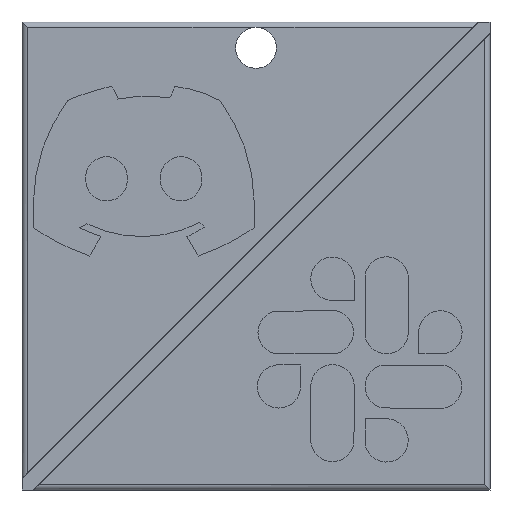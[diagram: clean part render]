
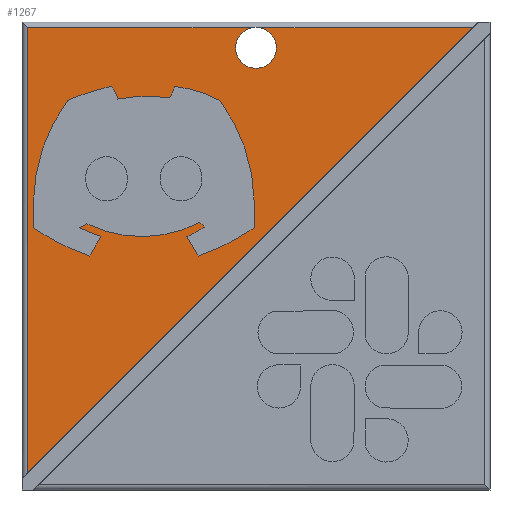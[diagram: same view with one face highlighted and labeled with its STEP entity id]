
A CAD part, front view. The second image highlights one B-rep face of the part: STEP entity #1267.
In plain terms, the highlighted planar face has unit normal (0, -1, 0).
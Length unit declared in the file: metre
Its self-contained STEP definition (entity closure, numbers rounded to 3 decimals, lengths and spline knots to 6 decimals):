
#53=CIRCLE('',#1357,0.0188);
#54=CIRCLE('',#1358,0.023355);
#55=CIRCLE('',#1359,0.002344);
#56=CIRCLE('',#1360,0.017815);
#57=CIRCLE('',#1361,0.005035);
#58=CIRCLE('',#1362,0.013503);
#59=CIRCLE('',#1363,0.0188);
#60=CIRCLE('',#1364,0.024597);
#61=CIRCLE('',#1365,0.017655);
#62=CIRCLE('',#1366,0.013592);
#63=CIRCLE('',#1367,0.029305);
#64=CIRCLE('',#1368,0.042193);
#65=CIRCLE('',#1369,0.024179);
#66=CIRCLE('',#1370,0.002224);
#131=ORIENTED_EDGE('',*,*,#505,.F.);
#132=ORIENTED_EDGE('',*,*,#506,.F.);
#133=ORIENTED_EDGE('',*,*,#507,.F.);
#134=ORIENTED_EDGE('',*,*,#508,.F.);
#135=ORIENTED_EDGE('',*,*,#509,.T.);
#136=ORIENTED_EDGE('',*,*,#510,.F.);
#137=ORIENTED_EDGE('',*,*,#511,.T.);
#138=ORIENTED_EDGE('',*,*,#512,.T.);
#139=ORIENTED_EDGE('',*,*,#513,.F.);
#140=ORIENTED_EDGE('',*,*,#514,.F.);
#141=ORIENTED_EDGE('',*,*,#515,.T.);
#142=ORIENTED_EDGE('',*,*,#516,.T.);
#143=ORIENTED_EDGE('',*,*,#517,.F.);
#144=ORIENTED_EDGE('',*,*,#518,.F.);
#145=ORIENTED_EDGE('',*,*,#519,.T.);
#146=ORIENTED_EDGE('',*,*,#520,.T.);
#147=ORIENTED_EDGE('',*,*,#521,.F.);
#148=ORIENTED_EDGE('',*,*,#522,.F.);
#149=ORIENTED_EDGE('',*,*,#523,.T.);
#150=ORIENTED_EDGE('',*,*,#524,.T.);
#151=ORIENTED_EDGE('',*,*,#525,.F.);
#152=ORIENTED_EDGE('',*,*,#526,.T.);
#153=ORIENTED_EDGE('',*,*,#527,.T.);
#505=EDGE_CURVE('',#691,#692,#53,.T.);
#506=EDGE_CURVE('',#693,#691,#54,.T.);
#507=EDGE_CURVE('',#694,#693,#55,.T.);
#508=EDGE_CURVE('',#695,#694,#56,.T.);
#509=EDGE_CURVE('',#695,#696,#57,.T.);
#510=EDGE_CURVE('',#697,#696,#58,.T.);
#511=EDGE_CURVE('',#697,#698,#59,.T.);
#512=EDGE_CURVE('',#698,#699,#818,.T.);
#513=EDGE_CURVE('',#700,#699,#60,.T.);
#514=EDGE_CURVE('',#701,#700,#819,.T.);
#515=EDGE_CURVE('',#701,#702,#61,.T.);
#516=EDGE_CURVE('',#702,#703,#820,.T.);
#517=EDGE_CURVE('',#704,#703,#62,.T.);
#518=EDGE_CURVE('',#705,#704,#821,.T.);
#519=EDGE_CURVE('',#705,#706,#63,.T.);
#520=EDGE_CURVE('',#706,#707,#64,.T.);
#521=EDGE_CURVE('',#708,#707,#65,.T.);
#522=EDGE_CURVE('',#692,#708,#822,.T.);
#523=EDGE_CURVE('',#709,#710,#823,.T.);
#524=EDGE_CURVE('',#710,#711,#824,.F.);
#525=EDGE_CURVE('',#712,#711,#66,.T.);
#526=EDGE_CURVE('',#712,#713,#825,.F.);
#527=EDGE_CURVE('',#713,#709,#826,.T.);
#691=VERTEX_POINT('',#1938);
#692=VERTEX_POINT('',#1939);
#693=VERTEX_POINT('',#1941);
#694=VERTEX_POINT('',#1943);
#695=VERTEX_POINT('',#1945);
#696=VERTEX_POINT('',#1947);
#697=VERTEX_POINT('',#1949);
#698=VERTEX_POINT('',#1951);
#699=VERTEX_POINT('',#1953);
#700=VERTEX_POINT('',#1955);
#701=VERTEX_POINT('',#1957);
#702=VERTEX_POINT('',#1959);
#703=VERTEX_POINT('',#1961);
#704=VERTEX_POINT('',#1963);
#705=VERTEX_POINT('',#1965);
#706=VERTEX_POINT('',#1967);
#707=VERTEX_POINT('',#1969);
#708=VERTEX_POINT('',#1971);
#709=VERTEX_POINT('',#1974);
#710=VERTEX_POINT('',#1975);
#711=VERTEX_POINT('',#1977);
#712=VERTEX_POINT('',#1979);
#713=VERTEX_POINT('',#1981);
#818=LINE('',#1952,#939);
#819=LINE('',#1956,#940);
#820=LINE('',#1960,#941);
#821=LINE('',#1964,#942);
#822=LINE('',#1972,#943);
#823=LINE('',#1973,#944);
#824=LINE('',#1976,#945);
#825=LINE('',#1980,#946);
#826=LINE('',#1982,#947);
#939=VECTOR('',#1535,1.);
#940=VECTOR('',#1538,1.);
#941=VECTOR('',#1541,1.);
#942=VECTOR('',#1544,1.);
#943=VECTOR('',#1551,1.);
#944=VECTOR('',#1552,1.);
#945=VECTOR('',#1553,1.);
#946=VECTOR('',#1556,1.);
#947=VECTOR('',#1557,1.);
#1047=EDGE_LOOP('',(#131,#132,#133,#134,#135,#136,#137,#138,#139,#140,#141,
#142,#143,#144,#145,#146,#147,#148));
#1048=EDGE_LOOP('',(#149,#150,#151,#152,#153));
#1136=FACE_BOUND('',#1047,.T.);
#1137=FACE_BOUND('',#1048,.T.);
#1225=PLANE('',#1356);
#1267=ADVANCED_FACE('',(#1136,#1137),#1225,.T.);
#1356=AXIS2_PLACEMENT_3D('',#1936,#1519,#1520);
#1357=AXIS2_PLACEMENT_3D('',#1937,#1521,#1522);
#1358=AXIS2_PLACEMENT_3D('',#1940,#1523,#1524);
#1359=AXIS2_PLACEMENT_3D('',#1942,#1525,#1526);
#1360=AXIS2_PLACEMENT_3D('',#1944,#1527,#1528);
#1361=AXIS2_PLACEMENT_3D('',#1946,#1529,#1530);
#1362=AXIS2_PLACEMENT_3D('',#1948,#1531,#1532);
#1363=AXIS2_PLACEMENT_3D('',#1950,#1533,#1534);
#1364=AXIS2_PLACEMENT_3D('',#1954,#1536,#1537);
#1365=AXIS2_PLACEMENT_3D('',#1958,#1539,#1540);
#1366=AXIS2_PLACEMENT_3D('',#1962,#1542,#1543);
#1367=AXIS2_PLACEMENT_3D('',#1966,#1545,#1546);
#1368=AXIS2_PLACEMENT_3D('',#1968,#1547,#1548);
#1369=AXIS2_PLACEMENT_3D('',#1970,#1549,#1550);
#1370=AXIS2_PLACEMENT_3D('',#1978,#1554,#1555);
#1519=DIRECTION('',(0.,-1.,0.));
#1520=DIRECTION('',(1.,0.,0.));
#1521=DIRECTION('',(0.,-1.,0.));
#1522=DIRECTION('',(0.,0.,-1.));
#1523=DIRECTION('',(0.,-1.,0.));
#1524=DIRECTION('',(0.,0.,-1.));
#1525=DIRECTION('',(0.,-1.,0.));
#1526=DIRECTION('',(0.,0.,-1.));
#1527=DIRECTION('',(0.,-1.,0.));
#1528=DIRECTION('',(0.,0.,-1.));
#1529=DIRECTION('',(0.,-1.,0.));
#1530=DIRECTION('',(0.,0.,-1.));
#1531=DIRECTION('',(0.,-1.,0.));
#1532=DIRECTION('',(0.,0.,-1.));
#1533=DIRECTION('',(0.,1.,0.));
#1534=DIRECTION('',(0.,0.,-1.));
#1535=DIRECTION('',(0.,0.,-1.));
#1536=DIRECTION('',(0.,-1.,0.));
#1537=DIRECTION('',(0.,0.,-1.));
#1538=DIRECTION('',(0.511,0.,-0.859));
#1539=DIRECTION('',(0.,-1.,0.));
#1540=DIRECTION('',(0.,0.,-1.));
#1541=DIRECTION('',(-0.707,0.,0.707));
#1542=DIRECTION('',(0.,-1.,0.));
#1543=DIRECTION('',(0.,0.,-1.));
#1544=DIRECTION('',(0.891,0.,0.455));
#1545=DIRECTION('',(0.,-1.,0.));
#1546=DIRECTION('',(0.,0.,-1.));
#1547=DIRECTION('',(0.,-1.,0.));
#1548=DIRECTION('',(0.,0.,-1.));
#1549=DIRECTION('',(0.,-1.,0.));
#1550=DIRECTION('',(0.,0.,-1.));
#1551=DIRECTION('',(0.,0.,-1.));
#1552=DIRECTION('',(0.707,0.,0.707));
#1553=DIRECTION('',(1.,0.,0.));
#1554=DIRECTION('',(0.,-1.,0.));
#1555=DIRECTION('',(0.,0.,-1.));
#1556=DIRECTION('',(1.,0.,0.));
#1557=DIRECTION('',(0.,0.,-1.));
#1936=CARTESIAN_POINT('',(0.,-0.002,0.));
#1937=CARTESIAN_POINT('',(-0.005361,-0.002,0.005636));
#1938=CARTESIAN_POINT('',(-0.020421,-0.002,0.016888));
#1939=CARTESIAN_POINT('',(-0.024158,-0.002,0.005954));
#1940=CARTESIAN_POINT('',(-0.010936,-0.002,-0.004454));
#1941=CARTESIAN_POINT('',(-0.015708,-0.002,0.018408));
#1942=CARTESIAN_POINT('',(-0.017361,-0.002,0.016747));
#1943=CARTESIAN_POINT('',(-0.015035,-0.002,0.017028));
#1944=CARTESIAN_POINT('',(-0.011766,-0.002,-0.000484));
#1945=CARTESIAN_POINT('',(-0.009367,-0.002,0.017169));
#1946=CARTESIAN_POINT('',(-0.013685,-0.002,0.01976));
#1947=CARTESIAN_POINT('',(-0.008834,-0.002,0.018408));
#1948=CARTESIAN_POINT('',(-0.010313,-0.002,0.004987));
#1949=CARTESIAN_POINT('',(-0.003934,-0.002,0.016888));
#1950=CARTESIAN_POINT('',(-0.018995,-0.002,0.005636));
#1951=CARTESIAN_POINT('',(-0.000198,-0.002,0.005954));
#1952=CARTESIAN_POINT('',(-0.000198,-0.002,0.004509));
#1953=CARTESIAN_POINT('',(-0.000198,-0.002,0.003064));
#1954=CARTESIAN_POINT('',(-0.014198,-0.002,0.023288));
#1955=CARTESIAN_POINT('',(-0.006281,-0.002,0.));
#1956=CARTESIAN_POINT('',(-0.006898,-0.002,0.001037));
#1957=CARTESIAN_POINT('',(-0.007515,-0.002,0.002074));
#1958=CARTESIAN_POINT('',(-0.015157,-0.002,0.017989));
#1959=CARTESIAN_POINT('',(-0.005608,-0.002,0.00314));
#1960=CARTESIAN_POINT('',(-0.00586,-0.002,0.003393));
#1961=CARTESIAN_POINT('',(-0.006113,-0.002,0.003645));
#1962=CARTESIAN_POINT('',(-0.012396,-0.002,0.015698));
#1963=CARTESIAN_POINT('',(-0.018345,-0.002,0.003477));
#1964=CARTESIAN_POINT('',(-0.01875,-0.002,0.00327));
#1965=CARTESIAN_POINT('',(-0.019155,-0.002,0.003064));
#1966=CARTESIAN_POINT('',(-0.007082,-0.002,0.029766));
#1967=CARTESIAN_POINT('',(-0.01683,-0.002,0.00213));
#1968=CARTESIAN_POINT('',(0.019266,-0.002,-0.019718));
#1969=CARTESIAN_POINT('',(-0.018037,-0.002,0.));
#1970=CARTESIAN_POINT('',(-0.010384,-0.002,0.022936));
#1971=CARTESIAN_POINT('',(-0.024158,-0.002,0.003064));
#1972=CARTESIAN_POINT('',(-0.024158,-0.002,0.004509));
#1973=CARTESIAN_POINT('',(-0.000635,-0.002,0.000635));
#1974=CARTESIAN_POINT('',(-0.024787,-0.002,-0.023517));
#1975=CARTESIAN_POINT('',(0.023517,-0.002,0.024787));
#1976=CARTESIAN_POINT('',(0.,-0.002,0.024787));
#1977=CARTESIAN_POINT('',(0.00042,-0.002,0.024787));
#1978=CARTESIAN_POINT('',(0.,-0.002,0.022603));
#1979=CARTESIAN_POINT('',(-0.00042,-0.002,0.024787));
#1980=CARTESIAN_POINT('',(0.,-0.002,0.024787));
#1981=CARTESIAN_POINT('',(-0.024787,-0.002,0.024787));
#1982=CARTESIAN_POINT('',(-0.024787,-0.002,-0.02413));
